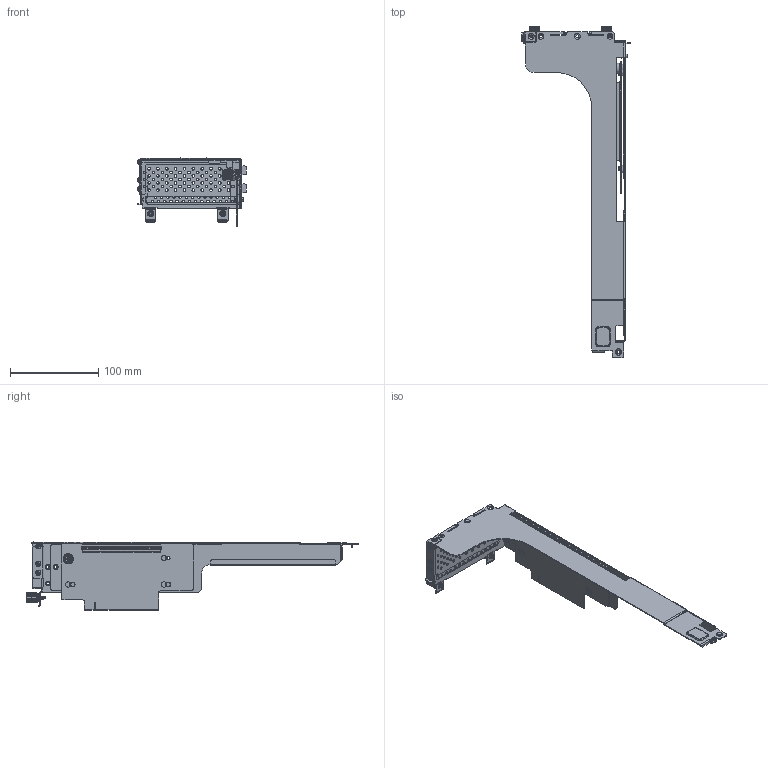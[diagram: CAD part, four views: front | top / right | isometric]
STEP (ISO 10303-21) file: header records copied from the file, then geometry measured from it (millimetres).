
FILE_DESCRIPTION((''),'2;1');
FILE_NAME('2U4G_ROME_SL2P_BKT_ASSY','2021-03-05T',('Brandon_Lee'),(''),'PRO/ENGINEER BY PARAMETRIC TECHNOLOGY CORPORATION, 2014440','PRO/ENGINEER BY PARAMETRIC TECHNOLOGY CORPORATION, 2014440','');
FILE_SCHEMA(('AUTOMOTIVE_DESIGN { 1 0 10303 214 1 1 1 1 }'));
Products named in the file (21): 2U4G_ROME_SL2P_BKT; 2U4G-F-C621_GPU_FIX_PIN; STAND-OFF_6-32_D9_L4; SCREW_B_6-32_L4-5; PIN-HEX_D4_L3-5; 27-411-501-5_RELEASE; 27-411-501-5_FASTEN; HAND_SCREW_6-32_L5-9; G4_RB2UX16-PCB; AK_PCIE_164P_39_4HD_FOXC; EE-31107-10234A_RELEASE; EE-31107-10234A_FASTEN; SMT_THUMB_SCREW_6-32_HANWIT; G4_RB2UX16-ASSY; 2U4G_SL2P-DUMMY-BRKT; 1U4G-ROME-REAR-PANEL-BRACKET; 2U4G-ROME-SL2P-PCIEX16-BKT-V2; STANDOFF_6-32_D5-4_L3; 2U4G_ROME_SL2P_BKT_ASSY
Assembly tree (26 placements, depth 4):
  2U4G_ROME_SL2P_BKT_ASSY
    2U4G_ROME_SL2P_BKT
      2U4G_ROME_SL2P_BKT
      2U4G-F-C621_GPU_FIX_PIN  x2
      STAND-OFF_6-32_D9_L4
      SCREW_B_6-32_L4-5  x3
      PIN-HEX_D4_L3-5
      HAND_SCREW_6-32_L5-9  x2
        27-411-501-5_RELEASE
        27-411-501-5_FASTEN
    G4_RB2UX16-ASSY
      G4_RB2UX16-PCB
      AK_PCIE_164P_39_4HD_FOXC
      SMT_THUMB_SCREW_6-32_HANWIT
        EE-31107-10234A_RELEASE
        EE-31107-10234A_FASTEN
    2U4G_SL2P-DUMMY-BRKT
    1U4G-ROME-REAR-PANEL-BRACKET
    2U4G-ROME-SL2P-PCIEX16-BKT-V2
      2U4G-ROME-SL2P-PCIEX16-BKT-V2
      STANDOFF_6-32_D5-4_L3  x3
Bounding box: 123.02 x 375.8 x 77.01 mm (x, y, z)
Volume: 71337.6 mm3; surface area: 130987.8 mm2
Topology: 18 solids, 22 shells, 5821 faces, 14762 edges, 9239 vertices
Faces by surface type: plane 3600, cylinder 1855, torus 138, cone 111, bspline 103, sphere 14
Entity records: 195979 total; most frequent: CARTESIAN_POINT 39048, ORIENTED_EDGE 24588, DIRECTION 24556, EDGE_CURVE 12354, PRESENTATION_STYLE_ASSIGNMENT 10823, STYLED_ITEM 10763, CURVE_STYLE 10474, AXIS2_PLACEMENT_3D 8290
